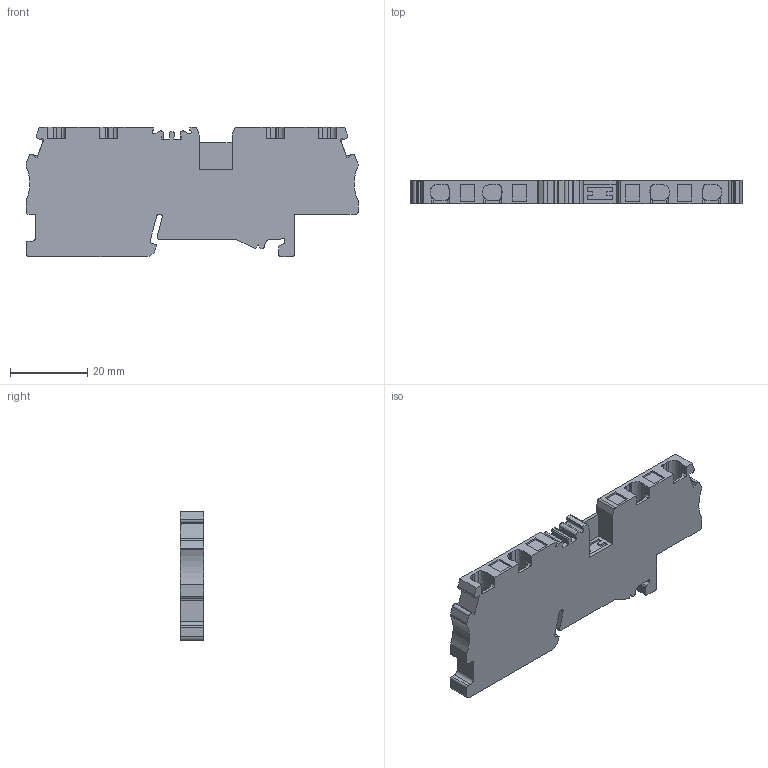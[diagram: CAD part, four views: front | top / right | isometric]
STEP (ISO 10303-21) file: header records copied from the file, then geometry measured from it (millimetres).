
FILE_DESCRIPTION(/* description */ ('Unknown'),/* implementation_level */ '2;1');
FILE_NAME(/* name */ 'DST4-2X2_GY_3D',/* time_stamp */ '2019-11-07T12:43:57+05:00',/* author */ ('Unknown'),/* organization */ ('Unknown'),/* preprocessor_version */ 'ST-DEVELOPER v16.7',/* originating_system */ 'DEX',/* authorisation */ $);
FILE_SCHEMA (('AUTOMOTIVE_DESIGN {1 0 10303 214 3 1 1}'));
Length unit declared in the file: millimetre
Products named in the file (1): DST4-2X2
Bounding box: 86 x 6 x 33.5 mm (x, y, z)
Volume: 12730.3 mm3; surface area: 7780 mm2
Topology: 1 solids, 1 shells, 215 faces, 624 edges, 416 vertices
Faces by surface type: plane 131, cylinder 79, bspline 5
Entity records: 7562 total; most frequent: CARTESIAN_POINT 1755, ORIENTED_EDGE 1248, DIRECTION 1178, EDGE_CURVE 624, LINE 448, VECTOR 448, VERTEX_POINT 416, AXIS2_PLACEMENT_3D 365
